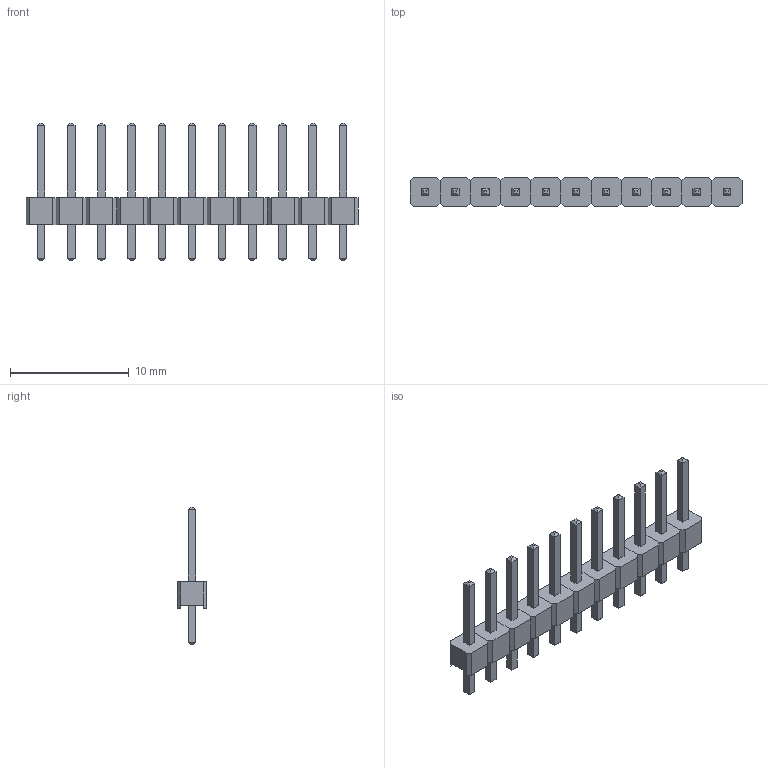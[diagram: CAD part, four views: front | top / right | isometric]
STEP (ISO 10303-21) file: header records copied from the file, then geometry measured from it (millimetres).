
FILE_DESCRIPTION(('FreeCAD Model'),'2;1');
FILE_NAME('male_header_2_54_1X11.step', '2017-06-24T14:25:03',('Author'),(''), 'Open CASCADE STEP processor 6.8','FreeCAD','Unknown');
FILE_SCHEMA(('AUTOMOTIVE_DESIGN_CC2 { 1 2 10303 214 -1 1 5 4 }'));
Length unit declared in the file: millimetre
Products named in the file (23): ASSEMBLY; User_Library-Header_Male_40Pin_BodyArray033; User_Library-Header_Male_40Pin_PinArray032; User_Library-Header_Male_40Pin_PinArray006; User_Library-Header_Male_40Pin_PinArray021; User_Library-Header_Male_40Pin_PinArray014; User_Library-Header_Male_40Pin_PinArray036; User_Library-Header_Male_40Pin_PinArray017; User_Library-Header_Male_40Pin_PinArray031; User_Library-Header_Male_40Pin_PinArray016; User_Library-Header_Male_40Pin_PinArray013; User_Library-Header_Male_40Pin_BodyArray025; User_Library-Header_Male_40Pin_BodyArray002; User_Library-Header_Male_40Pin_BodyArray022; User_Library-Header_Male_40Pin_BodyArray010; User_Library-Header_Male_40Pin_BodyArray004; User_Library-Header_Male_40Pin_BodyArray028; User_Library-Header_Male_40Pin_BodyArray036; User_Library-Header_Male_40Pin_BodyArray037; User_Library-Header_Male_40Pin_BodyArray014; User_Library-Header_Male_40Pin_BodyArray001; User_Library-Header_Male_40Pin_PinArray007; User_Library-Header_Male_40Pin_PinArray011
Assembly tree (22 placements, depth 2):
  ASSEMBLY
    User_Library-Header_Male_40Pin_BodyArray033
    User_Library-Header_Male_40Pin_PinArray032
    User_Library-Header_Male_40Pin_PinArray006
    User_Library-Header_Male_40Pin_PinArray021
    User_Library-Header_Male_40Pin_PinArray014
    User_Library-Header_Male_40Pin_PinArray036
    User_Library-Header_Male_40Pin_PinArray017
    User_Library-Header_Male_40Pin_PinArray031
    User_Library-Header_Male_40Pin_PinArray016
    User_Library-Header_Male_40Pin_PinArray013
    User_Library-Header_Male_40Pin_BodyArray025
    User_Library-Header_Male_40Pin_BodyArray002
    User_Library-Header_Male_40Pin_BodyArray022
    User_Library-Header_Male_40Pin_BodyArray010
    User_Library-Header_Male_40Pin_BodyArray004
    User_Library-Header_Male_40Pin_BodyArray028
    User_Library-Header_Male_40Pin_BodyArray036
    User_Library-Header_Male_40Pin_BodyArray037
    User_Library-Header_Male_40Pin_BodyArray014
    User_Library-Header_Male_40Pin_BodyArray001
    User_Library-Header_Male_40Pin_PinArray007
    User_Library-Header_Male_40Pin_PinArray011
Bounding box: 27.94 x 2.49 x 11.54 mm (x, y, z)
Volume: 181.1 mm3; surface area: 748.1 mm2
Topology: 22 solids, 22 shells, 352 faces, 792 edges, 484 vertices
Faces by surface type: plane 352
Entity records: 22612 total; most frequent: CARTESIAN_POINT 3235, DIRECTION 3126, LINE 2376, VECTOR 2376, ORIENTED_EDGE 1584, PCURVE 1584, DEFINITIONAL_REPRESENTATION 1584, EDGE_CURVE 792
